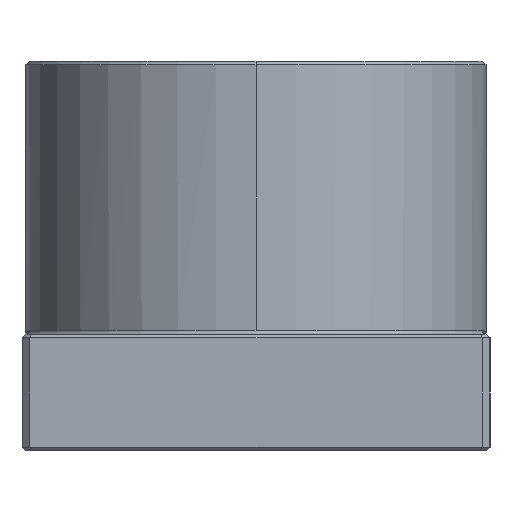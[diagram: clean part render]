
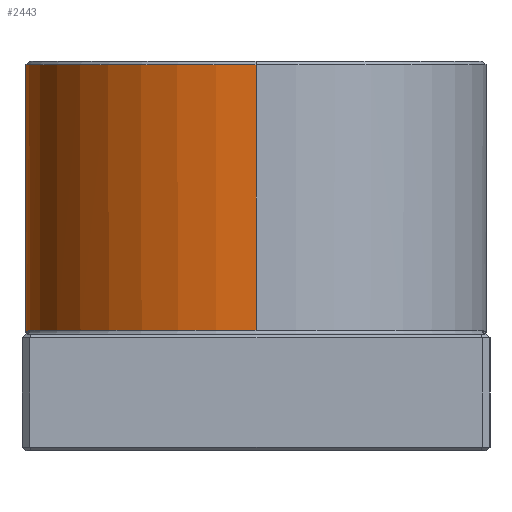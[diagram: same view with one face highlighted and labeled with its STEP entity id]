
A CAD part, left-side view. The second image highlights one B-rep face of the part: STEP entity #2443.
In plain terms, the highlighted cylindrical face has radius 59 mm (diameter 118 mm), a partial arc.
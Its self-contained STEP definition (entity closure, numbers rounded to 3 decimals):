
#29 = CARTESIAN_POINT ( 'NONE',  ( 59., 0., 31. ) ) ;
#47 = EDGE_CURVE ( 'NONE', #232, #1125, #3433, .T. ) ;
#68 = LINE ( 'NONE', #3107, #1321 ) ;
#85 = B_SPLINE_CURVE_WITH_KNOTS ( 'NONE', 3,
 ( #897, #631, #2259, #1174, #3056, #1450, #3322, #1724 ),
 .UNSPECIFIED., .F., .F.,
 ( 4, 2, 2, 4 ),
 ( 0., 0.003, 0.005, 0.011 ),
 .UNSPECIFIED. ) ;
#115 = ORIENTED_EDGE ( 'NONE', *, *, #701, .T. ) ;
#139 = EDGE_CURVE ( 'NONE', #1789, #2934, #85, .T. ) ;
#157 = CARTESIAN_POINT ( 'NONE',  ( -10.727, 58.017, 31. ) ) ;
#181 = EDGE_CURVE ( 'NONE', #2934, #642, #837, .T. ) ;
#189 = EDGE_CURVE ( 'NONE', #642, #676, #2775, .T. ) ;
#192 = VERTEX_POINT ( 'NONE', #3071 ) ;
#210 = EDGE_CURVE ( 'NONE', #192, #676, #68, .T. ) ;
#232 = VERTEX_POINT ( 'NONE', #2851 ) ;
#263 = CARTESIAN_POINT ( 'NONE',  ( 0., 0., 100. ) ) ;
#324 = ORIENTED_EDGE ( 'NONE', *, *, #1544, .T. ) ;
#352 = ORIENTED_EDGE ( 'NONE', *, *, #181, .T. ) ;
#457 = CARTESIAN_POINT ( 'NONE',  ( 10.727, 58.017, 31. ) ) ;
#519 = DIRECTION ( 'NONE',  ( -1., 0., 0. ) ) ;
#573 = DIRECTION ( 'NONE',  ( 0., 0., -1. ) ) ;
#631 = CARTESIAN_POINT ( 'NONE',  ( 9.836, 58.181, 31. ) ) ;
#642 = VERTEX_POINT ( 'NONE', #3243 ) ;
#668 = CARTESIAN_POINT ( 'NONE',  ( -0.896, 58.995, 30.118 ) ) ;
#676 = VERTEX_POINT ( 'NONE', #3004 ) ;
#701 = EDGE_CURVE ( 'NONE', #192, #232, #2067, .T. ) ;
#837 = B_SPLINE_CURVE_WITH_KNOTS ( 'NONE', 3,
 ( #2282, #3350, #668, #2572, #938, #2827, #1217, #3095, #1489, #3363, #1766, #157 ),
 .UNSPECIFIED., .F., .F.,
 ( 4, 2, 2, 2, 2, 4 ),
 ( 0., 0.001, 0.003, 0.005, 0.008, 0.011 ),
 .UNSPECIFIED. ) ;
#892 = CIRCLE ( 'NONE', #1295, 59. ) ;
#897 = CARTESIAN_POINT ( 'NONE',  ( 10.727, 58.017, 31. ) ) ;
#938 = CARTESIAN_POINT ( 'NONE',  ( -2.239, 58.959, 30.291 ) ) ;
#948 = CARTESIAN_POINT ( 'NONE',  ( 0., 0., 31. ) ) ;
#1047 = CYLINDRICAL_SURFACE ( 'NONE', #3249, 59. ) ;
#1125 = VERTEX_POINT ( 'NONE', #29 ) ;
#1135 = CARTESIAN_POINT ( 'NONE',  ( 0., 0., 99. ) ) ;
#1146 = FACE_OUTER_BOUND ( 'NONE', #2017, .T. ) ;
#1147 = CARTESIAN_POINT ( 'NONE',  ( 0., 0., 31. ) ) ;
#1172 = ORIENTED_EDGE ( 'NONE', *, *, #210, .F. ) ;
#1174 = CARTESIAN_POINT ( 'NONE',  ( 7.155, 58.572, 30.837 ) ) ;
#1217 = CARTESIAN_POINT ( 'NONE',  ( -4.475, 58.837, 30.566 ) ) ;
#1219 = VECTOR ( 'NONE', #573, 1000. ) ;
#1225 = DIRECTION ( 'NONE',  ( 1., 0., 0. ) ) ;
#1281 = ORIENTED_EDGE ( 'NONE', *, *, #47, .T. ) ;
#1295 = AXIS2_PLACEMENT_3D ( 'NONE', #1147, #3024, #1408 ) ;
#1321 = VECTOR ( 'NONE', #1776, 1000. ) ;
#1399 = DIRECTION ( 'NONE',  ( 1., 0., 0. ) ) ;
#1408 = DIRECTION ( 'NONE',  ( 1., 0., 0. ) ) ;
#1450 = CARTESIAN_POINT ( 'NONE',  ( 3.582, 58.919, 30.471 ) ) ;
#1489 = CARTESIAN_POINT ( 'NONE',  ( -7.155, 58.572, 30.837 ) ) ;
#1544 = EDGE_CURVE ( 'NONE', #1125, #1789, #892, .T. ) ;
#1647 = CARTESIAN_POINT ( 'NONE',  ( 59., 0., 100. ) ) ;
#1724 = CARTESIAN_POINT ( 'NONE',  ( 0., 59., 30. ) ) ;
#1766 = CARTESIAN_POINT ( 'NONE',  ( -9.836, 58.181, 31. ) ) ;
#1776 = DIRECTION ( 'NONE',  ( 0., 0., -1. ) ) ;
#1789 = VERTEX_POINT ( 'NONE', #457 ) ;
#1834 = DIRECTION ( 'NONE',  ( 0., 0., -1. ) ) ;
#2017 = EDGE_LOOP ( 'NONE', ( #115, #1281, #324, #3340, #352, #2624, #1172 ) ) ;
#2034 = AXIS2_PLACEMENT_3D ( 'NONE', #948, #2843, #1225 ) ;
#2067 = CIRCLE ( 'NONE', #2117, 59. ) ;
#2117 = AXIS2_PLACEMENT_3D ( 'NONE', #1135, #3019, #1399 ) ;
#2239 = CARTESIAN_POINT ( 'NONE',  ( 0., 59., 30. ) ) ;
#2259 = CARTESIAN_POINT ( 'NONE',  ( 8.942, 58.325, 30.96 ) ) ;
#2282 = CARTESIAN_POINT ( 'NONE',  ( 0., 59., 30. ) ) ;
#2443 = ADVANCED_FACE ( 'NONE', ( #1146 ), #1047, .T. ) ;
#2572 = CARTESIAN_POINT ( 'NONE',  ( -1.792, 58.974, 30.234 ) ) ;
#2624 = ORIENTED_EDGE ( 'NONE', *, *, #189, .T. ) ;
#2775 = CIRCLE ( 'NONE', #2034, 59. ) ;
#2827 = CARTESIAN_POINT ( 'NONE',  ( -3.581, 58.898, 30.459 ) ) ;
#2843 = DIRECTION ( 'NONE',  ( 0., 0., 1. ) ) ;
#2851 = CARTESIAN_POINT ( 'NONE',  ( 59., 0., 99. ) ) ;
#2934 = VERTEX_POINT ( 'NONE', #2239 ) ;
#3004 = CARTESIAN_POINT ( 'NONE',  ( -59., 0., 31. ) ) ;
#3019 = DIRECTION ( 'NONE',  ( 0., 0., -1. ) ) ;
#3024 = DIRECTION ( 'NONE',  ( 0., 0., 1. ) ) ;
#3056 = CARTESIAN_POINT ( 'NONE',  ( 6.262, 58.674, 30.755 ) ) ;
#3071 = CARTESIAN_POINT ( 'NONE',  ( -59., 0., 99. ) ) ;
#3095 = CARTESIAN_POINT ( 'NONE',  ( -6.262, 58.674, 30.755 ) ) ;
#3107 = CARTESIAN_POINT ( 'NONE',  ( -59., 0., 100. ) ) ;
#3243 = CARTESIAN_POINT ( 'NONE',  ( -10.727, 58.017, 31. ) ) ;
#3249 = AXIS2_PLACEMENT_3D ( 'NONE', #263, #1834, #519 ) ;
#3322 = CARTESIAN_POINT ( 'NONE',  ( 1.795, 59., 30.236 ) ) ;
#3340 = ORIENTED_EDGE ( 'NONE', *, *, #139, .T. ) ;
#3350 = CARTESIAN_POINT ( 'NONE',  ( -0.447, 59., 30.059 ) ) ;
#3363 = CARTESIAN_POINT ( 'NONE',  ( -8.942, 58.325, 30.96 ) ) ;
#3433 = LINE ( 'NONE', #1647, #1219 ) ;
